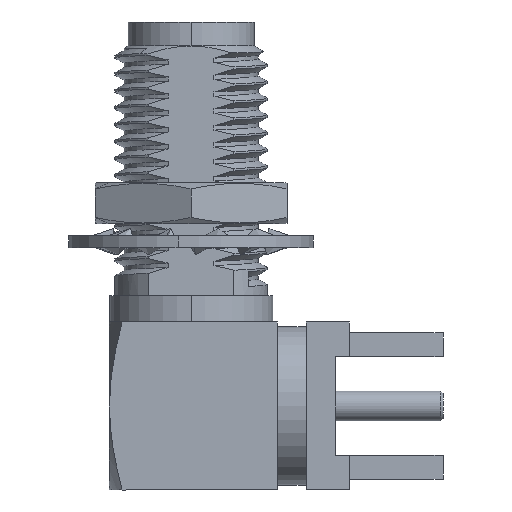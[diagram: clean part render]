
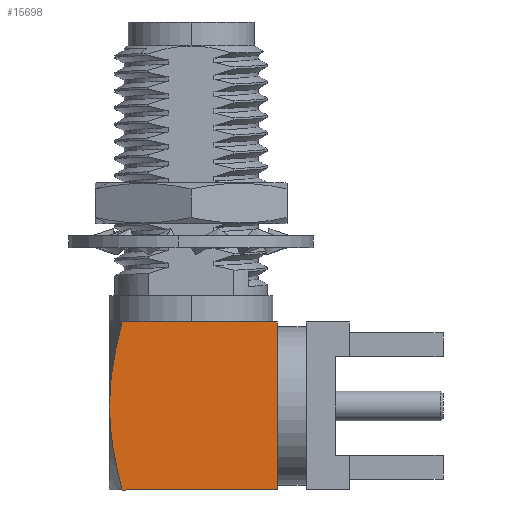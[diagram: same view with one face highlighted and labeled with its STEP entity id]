
A CAD part, left-side view. The second image highlights one B-rep face of the part: STEP entity #15698.
In plain terms, the highlighted planar face has unit normal (-1, 0, 0).
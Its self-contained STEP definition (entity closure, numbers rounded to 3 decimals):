
#27 = CARTESIAN_POINT ( 'NONE',  ( -3.5, 9.62, -3.323 ) ) ;
#42 = DIRECTION ( 'NONE',  ( 0., 1., 0. ) ) ;
#384 = CARTESIAN_POINT ( 'NONE',  ( -3.5, 10., -9.75 ) ) ;
#648 = DIRECTION ( 'NONE',  ( 0., -1., 0. ) ) ;
#988 = AXIS2_PLACEMENT_3D ( 'NONE', #1297, #3301, #5326 ) ;
#1246 = EDGE_LOOP ( 'NONE', ( #18231, #4380, #23948, #9272, #9534 ) ) ;
#1297 = CARTESIAN_POINT ( 'NONE',  ( -3.5, 0., 0. ) ) ;
#1349 = EDGE_CURVE ( 'NONE', #9057, #17438, #2868, .T. ) ;
#1802 = CARTESIAN_POINT ( 'NONE',  ( -3.5, 10., -6.25 ) ) ;
#1974 = CARTESIAN_POINT ( 'NONE',  ( -3.5, 9.621, -9.173 ) ) ;
#2868 = B_SPLINE_CURVE_WITH_KNOTS ( 'NONE', 3,
 ( #11678, #1974, #25741, #4430, #6005, #1802 ),
 .UNSPECIFIED., .F., .F.,
 ( 4, 2, 4 ),
 ( 0.004, 0.005, 0.007 ),
 .UNSPECIFIED. ) ;
#3188 = FACE_OUTER_BOUND ( 'NONE', #1246, .T. ) ;
#3301 = DIRECTION ( 'NONE',  ( -1., 0., 0. ) ) ;
#3801 = CARTESIAN_POINT ( 'NONE',  ( -3.5, 10., -6.25 ) ) ;
#4118 = VERTEX_POINT ( 'NONE', #14335 ) ;
#4380 = ORIENTED_EDGE ( 'NONE', *, *, #16374, .F. ) ;
#4430 = CARTESIAN_POINT ( 'NONE',  ( -3.5, 9.944, -7.423 ) ) ;
#5326 = DIRECTION ( 'NONE',  ( 0., 0., 1. ) ) ;
#5348 = B_SPLINE_CURVE_WITH_KNOTS ( 'NONE', 3,
 ( #3801, #7639, #21856, #5891, #27, #9923 ),
 .UNSPECIFIED., .F., .F.,
 ( 4, 2, 4 ),
 ( 0.007, 0.009, 0.011 ),
 .UNSPECIFIED. ) ;
#5599 = CARTESIAN_POINT ( 'NONE',  ( -3.5, 3., -9.75 ) ) ;
#5891 = CARTESIAN_POINT ( 'NONE',  ( -3.5, 9.751, -3.9 ) ) ;
#6005 = CARTESIAN_POINT ( 'NONE',  ( -3.5, 10., -6.838 ) ) ;
#7070 = VERTEX_POINT ( 'NONE', #7760 ) ;
#7552 = LINE ( 'NONE', #22042, #15668 ) ;
#7639 = CARTESIAN_POINT ( 'NONE',  ( -3.5, 10., -5.665 ) ) ;
#7760 = CARTESIAN_POINT ( 'NONE',  ( -3.5, 3., -9.75 ) ) ;
#7781 = DIRECTION ( 'NONE',  ( 0., 0., -1. ) ) ;
#8790 = LINE ( 'NONE', #5599, #14719 ) ;
#9057 = VERTEX_POINT ( 'NONE', #21269 ) ;
#9272 = ORIENTED_EDGE ( 'NONE', *, *, #17558, .F. ) ;
#9534 = ORIENTED_EDGE ( 'NONE', *, *, #12267, .F. ) ;
#9923 = CARTESIAN_POINT ( 'NONE',  ( -3.5, 9.472, -2.75 ) ) ;
#11678 = CARTESIAN_POINT ( 'NONE',  ( -3.5, 9.472, -9.75 ) ) ;
#12267 = EDGE_CURVE ( 'NONE', #17438, #4118, #5348, .T. ) ;
#12301 = VERTEX_POINT ( 'NONE', #25718 ) ;
#12572 = LINE ( 'NONE', #384, #21927 ) ;
#14335 = CARTESIAN_POINT ( 'NONE',  ( -3.5, 9.472, -2.75 ) ) ;
#14719 = VECTOR ( 'NONE', #7781, 1000. ) ;
#15668 = VECTOR ( 'NONE', #648, 1000. ) ;
#15698 = ADVANCED_FACE ( 'NONE', ( #3188 ), #25157, .T. ) ;
#16374 = EDGE_CURVE ( 'NONE', #7070, #9057, #12572, .T. ) ;
#17438 = VERTEX_POINT ( 'NONE', #18027 ) ;
#17558 = EDGE_CURVE ( 'NONE', #4118, #12301, #7552, .T. ) ;
#18027 = CARTESIAN_POINT ( 'NONE',  ( -3.5, 10., -6.25 ) ) ;
#18231 = ORIENTED_EDGE ( 'NONE', *, *, #1349, .F. ) ;
#18563 = EDGE_CURVE ( 'NONE', #12301, #7070, #8790, .T. ) ;
#21269 = CARTESIAN_POINT ( 'NONE',  ( -3.5, 9.472, -9.75 ) ) ;
#21856 = CARTESIAN_POINT ( 'NONE',  ( -3.5, 9.944, -5.077 ) ) ;
#21927 = VECTOR ( 'NONE', #42, 1000. ) ;
#22042 = CARTESIAN_POINT ( 'NONE',  ( -3.5, 10., -2.75 ) ) ;
#23948 = ORIENTED_EDGE ( 'NONE', *, *, #18563, .F. ) ;
#25157 = PLANE ( 'NONE',  #988 ) ;
#25718 = CARTESIAN_POINT ( 'NONE',  ( -3.5, 3., -2.75 ) ) ;
#25741 = CARTESIAN_POINT ( 'NONE',  ( -3.5, 9.753, -8.59 ) ) ;
